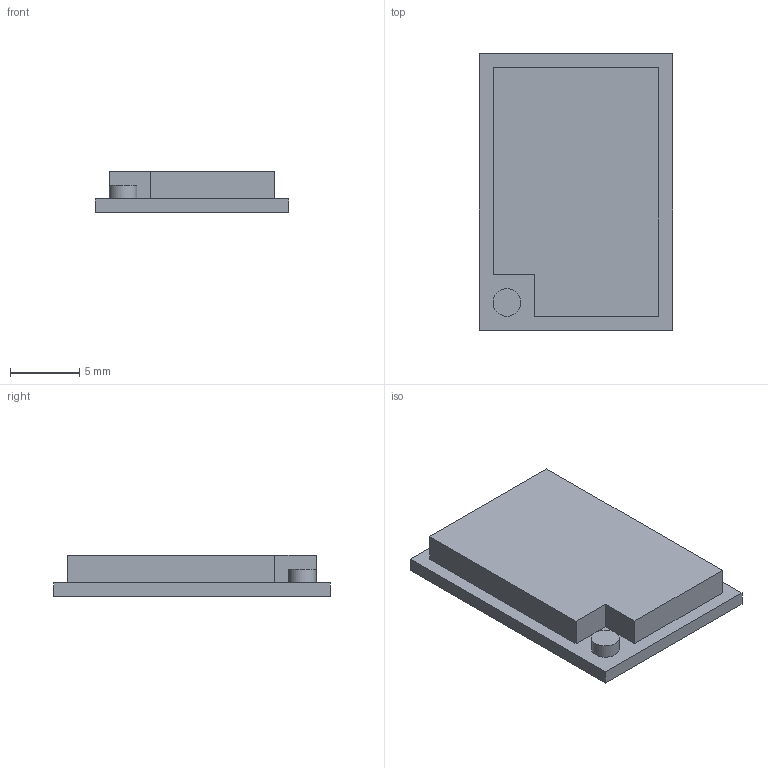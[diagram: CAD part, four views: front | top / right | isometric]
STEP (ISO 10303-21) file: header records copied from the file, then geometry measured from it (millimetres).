
FILE_DESCRIPTION(('FreeCAD Model'),'2;1');
FILE_NAME('Open CASCADE Shape Model','2023-01-07T18:22:35',(''),(''), 'Open CASCADE STEP processor 7.6','FreeCAD','Unknown');
FILE_SCHEMA(('AUTOMOTIVE_DESIGN { 1 0 10303 214 1 1 1 1 }'));
Length unit declared in the file: millimetre
Products named in the file (4): Unnamed; Cut; Cube; Cylinder
Assembly tree (3 placements, depth 2):
  Unnamed
    Cut
    Cube
    Cylinder
Bounding box: 14 x 20 x 3 mm (x, y, z)
Volume: 697.1 mm3; surface area: 1174.6 mm2
Topology: 3 solids, 3 shells, 17 faces, 33 edges, 22 vertices
Faces by surface type: plane 16, cylinder 1
Full cylindrical faces by diameter (mm): 2 x1
Entity records: 952 total; most frequent: DIRECTION 143, CARTESIAN_POINT 142, LINE 95, VECTOR 95, ORIENTED_EDGE 66, PCURVE 66, DEFINITIONAL_REPRESENTATION 66, EDGE_CURVE 33
